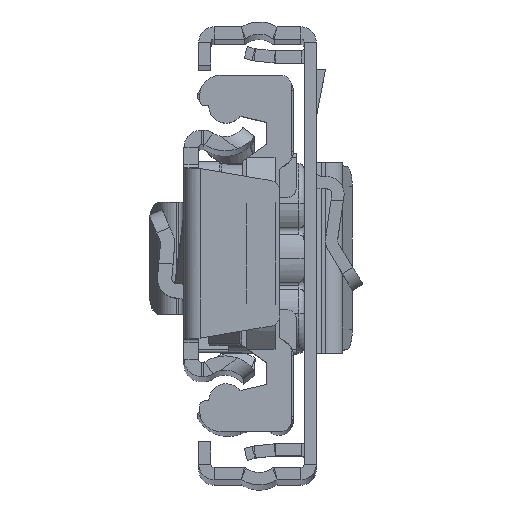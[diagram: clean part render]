
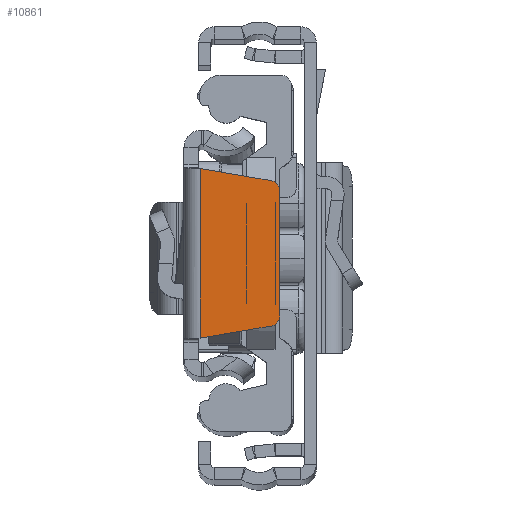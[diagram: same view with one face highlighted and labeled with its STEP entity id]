
A CAD part, top view. The second image highlights one B-rep face of the part: STEP entity #10861.
In plain terms, the highlighted planar face has unit normal (0, 0, 1).
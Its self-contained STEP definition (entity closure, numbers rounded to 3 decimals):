
#95 = DIRECTION ( 'NONE',  ( 1., 0., 0. ) ) ;
#276 = LINE ( 'NONE', #19678, #18243 ) ;
#540 = CARTESIAN_POINT ( 'NONE',  ( 8.4, 6.156, 0. ) ) ;
#855 = VECTOR ( 'NONE', #14458, 1000. ) ;
#2355 = LINE ( 'NONE', #3989, #8461 ) ;
#2491 = AXIS2_PLACEMENT_3D ( 'NONE', #20847, #7513, #9451 ) ;
#2952 = VERTEX_POINT ( 'NONE', #20535 ) ;
#3327 = CARTESIAN_POINT ( 'NONE',  ( 9.4, 6.156, 0. ) ) ;
#3747 = AXIS2_PLACEMENT_3D ( 'NONE', #18077, #20045, #95 ) ;
#3989 = CARTESIAN_POINT ( 'NONE',  ( 1.6, -8.333, 0. ) ) ;
#4064 = VERTEX_POINT ( 'NONE', #21082 ) ;
#4137 = ORIENTED_EDGE ( 'NONE', *, *, #7344, .T. ) ;
#4427 = CIRCLE ( 'NONE', #3747, 1. ) ;
#5162 = DIRECTION ( 'NONE',  ( 0., 1., 0. ) ) ;
#6039 = EDGE_CURVE ( 'NONE', #17355, #13648, #18073, .T. ) ;
#6411 = EDGE_CURVE ( 'NONE', #13648, #17921, #13230, .T. ) ;
#6488 = ORIENTED_EDGE ( 'NONE', *, *, #10031, .T. ) ;
#7344 = EDGE_CURVE ( 'NONE', #9085, #2952, #2355, .T. ) ;
#7513 = DIRECTION ( 'NONE',  ( 0., 0., 1. ) ) ;
#8461 = VECTOR ( 'NONE', #17087, 1000. ) ;
#8605 = AXIS2_PLACEMENT_3D ( 'NONE', #540, #18636, #10377 ) ;
#9085 = VERTEX_POINT ( 'NONE', #12980 ) ;
#9451 = DIRECTION ( 'NONE',  ( 1., 0., 0. ) ) ;
#9527 = EDGE_CURVE ( 'NONE', #2952, #17355, #276, .T. ) ;
#9791 = VECTOR ( 'NONE', #5162, 1000. ) ;
#10031 = EDGE_CURVE ( 'NONE', #17921, #4064, #4427, .T. ) ;
#10267 = ORIENTED_EDGE ( 'NONE', *, *, #14944, .T. ) ;
#10377 = DIRECTION ( 'NONE',  ( 1., 0., 0. ) ) ;
#10861 = ADVANCED_FACE ( 'NONE', ( #15361 ), #19952, .F. ) ;
#12980 = CARTESIAN_POINT ( 'NONE',  ( 1.6, 8.333, 0. ) ) ;
#13025 = CARTESIAN_POINT ( 'NONE',  ( 9.4, -6.156, 0. ) ) ;
#13230 = LINE ( 'NONE', #16625, #9791 ) ;
#13648 = VERTEX_POINT ( 'NONE', #13025 ) ;
#14312 = ORIENTED_EDGE ( 'NONE', *, *, #9527, .T. ) ;
#14458 = DIRECTION ( 'NONE',  ( -0.986, 0.168, 0. ) ) ;
#14938 = ORIENTED_EDGE ( 'NONE', *, *, #6411, .T. ) ;
#14944 = EDGE_CURVE ( 'NONE', #4064, #9085, #20768, .T. ) ;
#15361 = FACE_OUTER_BOUND ( 'NONE', #18473, .T. ) ;
#16625 = CARTESIAN_POINT ( 'NONE',  ( 9.4, 6.156, 0. ) ) ;
#17087 = DIRECTION ( 'NONE',  ( 0., -1., 0. ) ) ;
#17355 = VERTEX_POINT ( 'NONE', #19058 ) ;
#17713 = CARTESIAN_POINT ( 'NONE',  ( 1.5, 8.35, 0. ) ) ;
#17921 = VERTEX_POINT ( 'NONE', #3327 ) ;
#18044 = DIRECTION ( 'NONE',  ( 0.986, 0.168, 0. ) ) ;
#18073 = CIRCLE ( 'NONE', #2491, 1. ) ;
#18077 = CARTESIAN_POINT ( 'NONE',  ( 8.4, 6.156, 0. ) ) ;
#18243 = VECTOR ( 'NONE', #18044, 1000. ) ;
#18473 = EDGE_LOOP ( 'NONE', ( #4137, #14312, #19608, #14938, #6488, #10267 ) ) ;
#18636 = DIRECTION ( 'NONE',  ( 0., 0., -1. ) ) ;
#19058 = CARTESIAN_POINT ( 'NONE',  ( 8.568, -7.142, 0. ) ) ;
#19608 = ORIENTED_EDGE ( 'NONE', *, *, #6039, .T. ) ;
#19678 = CARTESIAN_POINT ( 'NONE',  ( 8.568, -7.142, 0. ) ) ;
#19952 = PLANE ( 'NONE',  #8605 ) ;
#20045 = DIRECTION ( 'NONE',  ( 0., 0., 1. ) ) ;
#20535 = CARTESIAN_POINT ( 'NONE',  ( 1.6, -8.333, 0. ) ) ;
#20768 = LINE ( 'NONE', #17713, #855 ) ;
#20847 = CARTESIAN_POINT ( 'NONE',  ( 8.4, -6.156, 0. ) ) ;
#21082 = CARTESIAN_POINT ( 'NONE',  ( 8.568, 7.142, 0. ) ) ;
